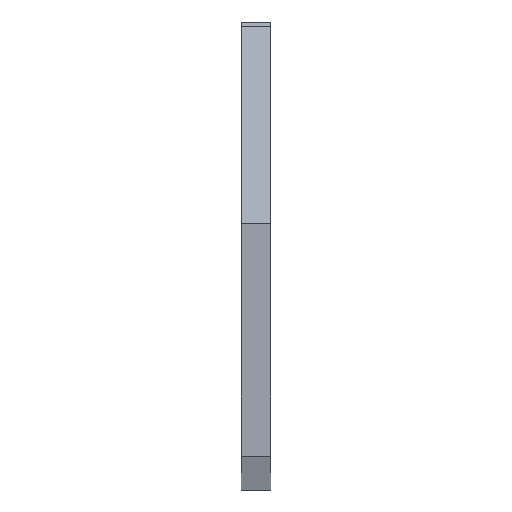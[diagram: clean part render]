
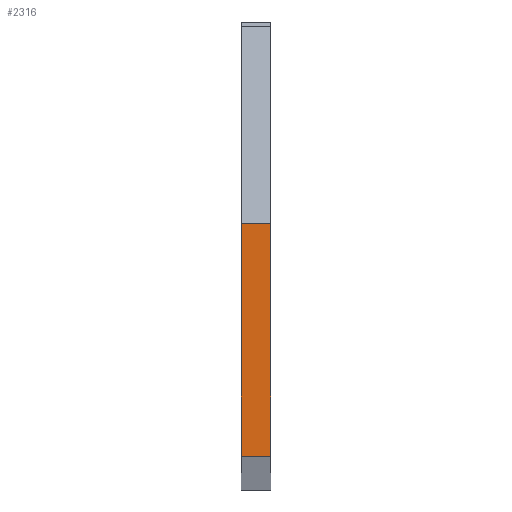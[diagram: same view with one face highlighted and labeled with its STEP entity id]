
A CAD part, top view. The second image highlights one B-rep face of the part: STEP entity #2316.
In plain terms, the highlighted planar face has unit normal (0, 0, 1).
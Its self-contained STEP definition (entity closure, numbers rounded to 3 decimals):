
#778 = VERTEX_POINT ( 'NONE', #13726 ) ;
#1566 = EDGE_CURVE ( 'NONE', #778, #9944, #2663, .T. ) ;
#1856 = ORIENTED_EDGE ( 'NONE', *, *, #7950, .F. ) ;
#1877 = EDGE_CURVE ( 'NONE', #7993, #778, #8316, .T. ) ;
#2316 = ADVANCED_FACE ( 'NONE', ( #3877 ), #10982, .T. ) ;
#2487 = AXIS2_PLACEMENT_3D ( 'NONE', #9821, #5167, #6293 ) ;
#2500 = DIRECTION ( 'NONE',  ( 0., 1., 0. ) ) ;
#2663 = LINE ( 'NONE', #15361, #8111 ) ;
#3014 = CARTESIAN_POINT ( 'NONE',  ( 0., 0., 1000. ) ) ;
#3749 = DIRECTION ( 'NONE',  ( -1., 0., 0. ) ) ;
#3877 = FACE_OUTER_BOUND ( 'NONE', #12657, .T. ) ;
#5167 = DIRECTION ( 'NONE',  ( 0., 0., 1. ) ) ;
#5322 = CARTESIAN_POINT ( 'NONE',  ( 3., 0., 1000. ) ) ;
#5334 = VECTOR ( 'NONE', #19625, 1000. ) ;
#5837 = VECTOR ( 'NONE', #2500, 1000. ) ;
#5913 = LINE ( 'NONE', #6928, #18755 ) ;
#6293 = DIRECTION ( 'NONE',  ( 1., 0., 0. ) ) ;
#6928 = CARTESIAN_POINT ( 'NONE',  ( 3., 0., 1000. ) ) ;
#7594 = CARTESIAN_POINT ( 'NONE',  ( 0., 24.101, 1000. ) ) ;
#7950 = EDGE_CURVE ( 'NONE', #7993, #10824, #5913, .T. ) ;
#7993 = VERTEX_POINT ( 'NONE', #5322 ) ;
#8111 = VECTOR ( 'NONE', #8976, 1000. ) ;
#8316 = LINE ( 'NONE', #14867, #5334 ) ;
#8976 = DIRECTION ( 'NONE',  ( -1., 0., 0. ) ) ;
#9821 = CARTESIAN_POINT ( 'NONE',  ( 3., 0., 1000. ) ) ;
#9944 = VERTEX_POINT ( 'NONE', #7594 ) ;
#10425 = CARTESIAN_POINT ( 'NONE',  ( 0., 0., 1000. ) ) ;
#10824 = VERTEX_POINT ( 'NONE', #3014 ) ;
#10982 = PLANE ( 'NONE',  #2487 ) ;
#11739 = EDGE_CURVE ( 'NONE', #10824, #9944, #15703, .T. ) ;
#12657 = EDGE_LOOP ( 'NONE', ( #15845, #1856, #13370, #16696 ) ) ;
#13370 = ORIENTED_EDGE ( 'NONE', *, *, #1877, .T. ) ;
#13726 = CARTESIAN_POINT ( 'NONE',  ( 3., 24.101, 1000. ) ) ;
#14867 = CARTESIAN_POINT ( 'NONE',  ( 3., 0., 1000. ) ) ;
#15361 = CARTESIAN_POINT ( 'NONE',  ( 3., 24.101, 1000. ) ) ;
#15703 = LINE ( 'NONE', #10425, #5837 ) ;
#15845 = ORIENTED_EDGE ( 'NONE', *, *, #11739, .F. ) ;
#16696 = ORIENTED_EDGE ( 'NONE', *, *, #1566, .T. ) ;
#18755 = VECTOR ( 'NONE', #3749, 1000. ) ;
#19625 = DIRECTION ( 'NONE',  ( 0., 1., 0. ) ) ;
